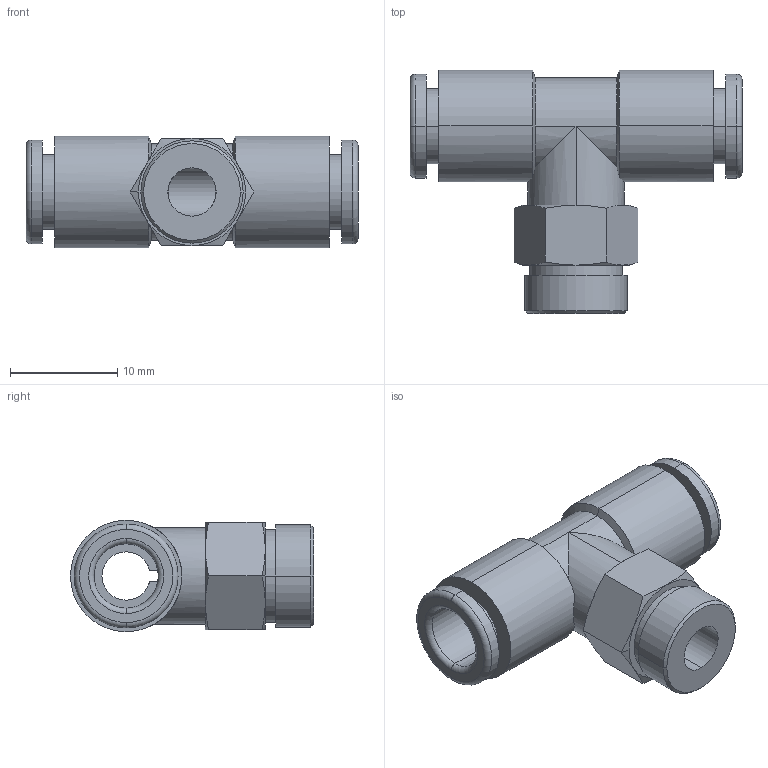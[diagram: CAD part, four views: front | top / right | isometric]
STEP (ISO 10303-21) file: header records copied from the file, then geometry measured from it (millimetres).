
FILE_DESCRIPTION (( 'STEP AP214' ), '1' );
FILE_NAME ('KQ2T06-U01A.step.step', '2016-03-23T20:06:57', ( 'Windows User' ), ( '' ), 'SwSTEP 2.0', 'SolidWorks 2016', '' );
FILE_SCHEMA (( 'AUTOMOTIVE_DESIGN' ));
Length unit declared in the file: millimetre
Products named in the file (2): KQ2T06-U01A.step; KQ2T06-U01A.step_KQ2T_06-01
Assembly tree (1 placements, depth 2):
  KQ2T06-U01A.step
    KQ2T06-U01A.step_KQ2T_06-01
Bounding box: 31 x 22.7 x 10.4 mm (x, y, z)
Volume: 2263 mm3; surface area: 2473.4 mm2
Topology: 1 solids, 1 shells, 80 faces, 180 edges, 108 vertices
Faces by surface type: cylinder 32, cone 22, plane 18, torus 8
Entity records: 2749 total; most frequent: CARTESIAN_POINT 584, DIRECTION 400, ORIENTED_EDGE 360, EDGE_CURVE 180, AXIS2_PLACEMENT_3D 176, VERTEX_POINT 108, CIRCLE 92, EDGE_LOOP 90
